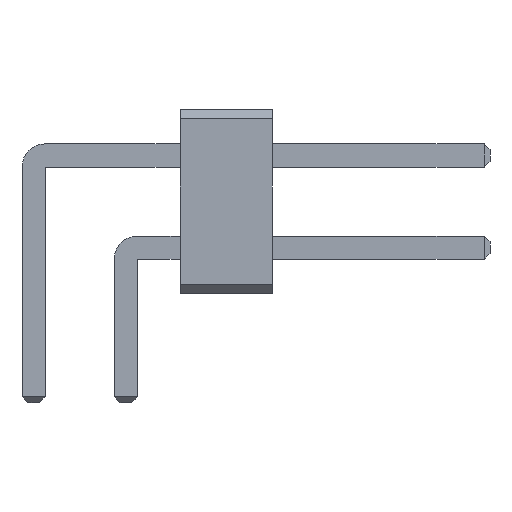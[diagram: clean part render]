
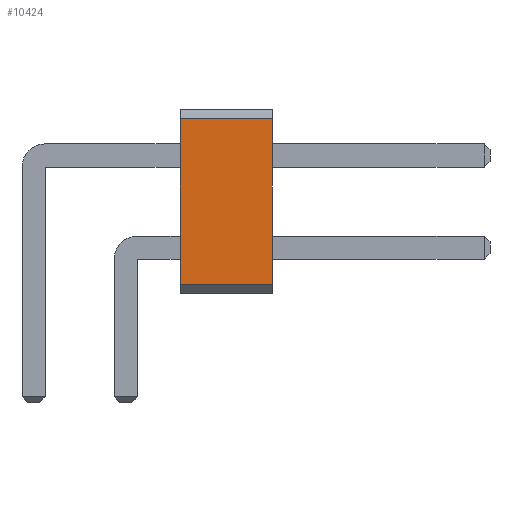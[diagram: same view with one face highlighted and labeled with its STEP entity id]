
A CAD part, front view. The second image highlights one B-rep face of the part: STEP entity #10424.
In plain terms, the highlighted planar face has unit normal (0, -1, 0).
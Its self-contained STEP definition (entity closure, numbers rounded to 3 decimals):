
#862 = VERTEX_POINT('',#863);
#863 = CARTESIAN_POINT('',(4.04,-77.47,4.826));
#869 = EDGE_CURVE('',#870,#862,#872,.T.);
#870 = VERTEX_POINT('',#871);
#871 = CARTESIAN_POINT('',(4.04,-77.47,0.254));
#872 = LINE('',#873,#874);
#873 = CARTESIAN_POINT('',(4.04,-77.47,0.254));
#874 = VECTOR('',#875,1.);
#875 = DIRECTION('',(0.,0.,1.));
#4459 = VERTEX_POINT('',#4460);
#4460 = CARTESIAN_POINT('',(6.58,-77.47,4.826));
#4466 = EDGE_CURVE('',#4467,#4459,#4469,.T.);
#4467 = VERTEX_POINT('',#4468);
#4468 = CARTESIAN_POINT('',(6.58,-77.47,0.254));
#4469 = LINE('',#4470,#4471);
#4470 = CARTESIAN_POINT('',(6.58,-77.47,0.254));
#4471 = VECTOR('',#4472,1.);
#4472 = DIRECTION('',(0.,0.,1.));
#10396 = EDGE_CURVE('',#870,#4467,#10397,.T.);
#10397 = LINE('',#10398,#10399);
#10398 = CARTESIAN_POINT('',(4.04,-77.47,0.254));
#10399 = VECTOR('',#10400,1.);
#10400 = DIRECTION('',(1.,0.,0.));
#10424 = ADVANCED_FACE('',(#10425),#10436,.T.);
#10425 = FACE_BOUND('',#10426,.T.);
#10426 = EDGE_LOOP('',(#10427,#10428,#10429,#10435));
#10427 = ORIENTED_EDGE('',*,*,#10396,.T.);
#10428 = ORIENTED_EDGE('',*,*,#4466,.T.);
#10429 = ORIENTED_EDGE('',*,*,#10430,.F.);
#10430 = EDGE_CURVE('',#862,#4459,#10431,.T.);
#10431 = LINE('',#10432,#10433);
#10432 = CARTESIAN_POINT('',(4.04,-77.47,4.826));
#10433 = VECTOR('',#10434,1.);
#10434 = DIRECTION('',(1.,0.,0.));
#10435 = ORIENTED_EDGE('',*,*,#869,.F.);
#10436 = PLANE('',#10437);
#10437 = AXIS2_PLACEMENT_3D('',#10438,#10439,#10440);
#10438 = CARTESIAN_POINT('',(4.04,-77.47,0.254));
#10439 = DIRECTION('',(0.,-1.,0.));
#10440 = DIRECTION('',(0.,0.,1.));
